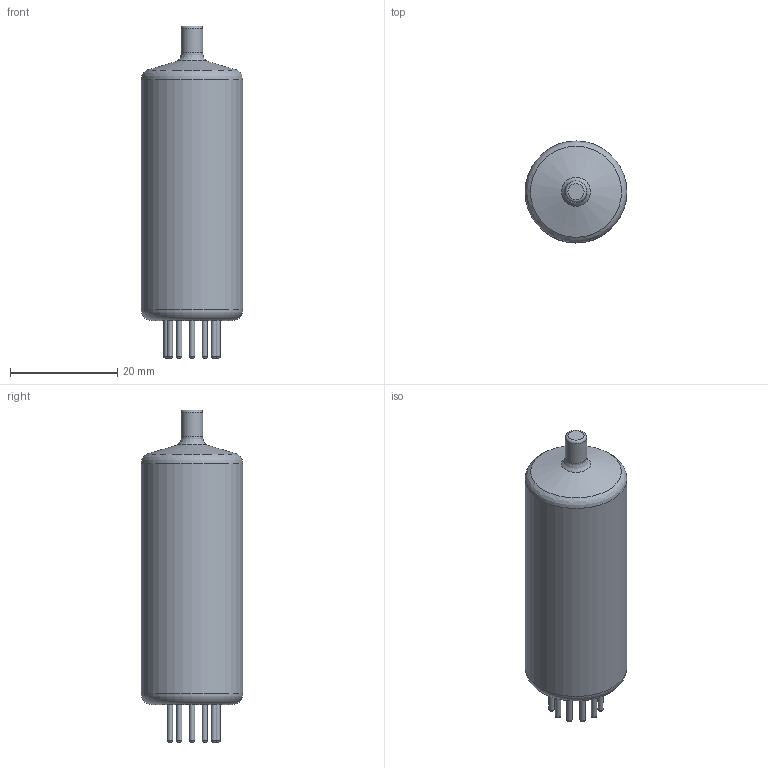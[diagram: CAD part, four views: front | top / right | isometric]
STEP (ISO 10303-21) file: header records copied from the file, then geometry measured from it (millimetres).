
FILE_DESCRIPTION(('FreeCAD Model'),'2;1');
FILE_NAME('IN-8.step','2017-02-01T15:04:12',('L. Sartory'),( 'ADDI-DATA GmbH'),'Open CASCADE STEP processor 6.8','FreeCAD', 'Unknown');
FILE_SCHEMA(('AUTOMOTIVE_DESIGN_CC2 { 1 2 10303 214 -1 1 5 4 }'));
Length unit declared in the file: millimetre
Products named in the file (2): ASSEMBLY; Fillet002
Assembly tree (1 placements, depth 2):
  ASSEMBLY
    Fillet002
Bounding box: 19 x 19 x 62 mm (x, y, z)
Volume: 13504.7 mm3; surface area: 3584.9 mm2
Topology: 1 solids, 1 shells, 42 faces, 70 edges, 41 vertices
Faces by surface type: cylinder 13, torus 13, plane 13, revolution 2, cone 1
Full cylindrical faces by diameter (mm): 1 x11, 4 x1, 19 x1
Entity records: 1994 total; most frequent: CARTESIAN_POINT 461, DIRECTION 307, ORIENTED_EDGE 140, PCURVE 140, DEFINITIONAL_REPRESENTATION 140, LINE 104, VECTOR 104, AXIS2_PLACEMENT_3D 100
